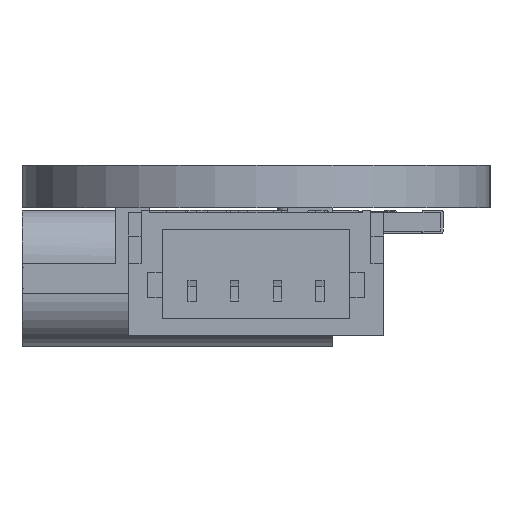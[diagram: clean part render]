
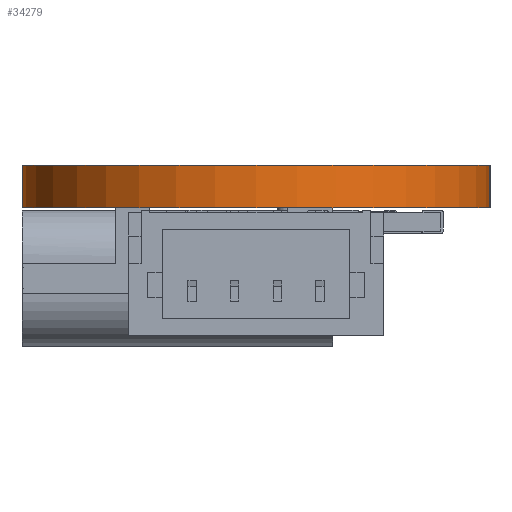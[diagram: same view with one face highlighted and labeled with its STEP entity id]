
A CAD part, left-side view. The second image highlights one B-rep face of the part: STEP entity #34279.
In plain terms, the highlighted cylindrical face has radius 5.5 mm (diameter 11 mm), a partial arc.
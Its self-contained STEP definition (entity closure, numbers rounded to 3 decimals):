
#34096 = PLANE('',#34097);
#34097 = AXIS2_PLACEMENT_3D('',#34098,#34099,#34100);
#34098 = CARTESIAN_POINT('',(13.,0.,0.));
#34099 = DIRECTION('',(0.,-1.,0.));
#34100 = DIRECTION('',(-1.,0.,0.));
#34121 = VERTEX_POINT('',#34122);
#34122 = CARTESIAN_POINT('',(-21.,0.,1.));
#34136 = PLANE('',#34137);
#34137 = AXIS2_PLACEMENT_3D('',#34138,#34139,#34140);
#34138 = CARTESIAN_POINT('',(-4.,-5.5,1.));
#34139 = DIRECTION('',(0.,0.,1.));
#34140 = DIRECTION('',(1.,0.,0.));
#34148 = EDGE_CURVE('',#34149,#34121,#34151,.T.);
#34149 = VERTEX_POINT('',#34150);
#34150 = CARTESIAN_POINT('',(-21.,0.,0.));
#34151 = SURFACE_CURVE('',#34152,(#34156,#34163),.PCURVE_S1.);
#34152 = LINE('',#34153,#34154);
#34153 = CARTESIAN_POINT('',(-21.,0.,0.));
#34154 = VECTOR('',#34155,1.);
#34155 = DIRECTION('',(0.,0.,1.));
#34156 = PCURVE('',#34096,#34157);
#34157 = DEFINITIONAL_REPRESENTATION('',(#34158),#34162);
#34158 = LINE('',#34159,#34160);
#34159 = CARTESIAN_POINT('',(34.,0.));
#34160 = VECTOR('',#34161,1.);
#34161 = DIRECTION('',(0.,-1.));
#34162 = ( GEOMETRIC_REPRESENTATION_CONTEXT(2) 
PARAMETRIC_REPRESENTATION_CONTEXT() REPRESENTATION_CONTEXT('2D SPACE',''
  ) );
#34163 = PCURVE('',#34164,#34169);
#34164 = CYLINDRICAL_SURFACE('',#34165,5.5);
#34165 = AXIS2_PLACEMENT_3D('',#34166,#34167,#34168);
#34166 = CARTESIAN_POINT('',(-21.,-5.5,0.));
#34167 = DIRECTION('',(0.,0.,-1.));
#34168 = DIRECTION('',(1.,0.,0.));
#34169 = DEFINITIONAL_REPRESENTATION('',(#34170),#34174);
#34170 = LINE('',#34171,#34172);
#34171 = CARTESIAN_POINT('',(-1.571,0.));
#34172 = VECTOR('',#34173,1.);
#34173 = DIRECTION('',(0.,-1.));
#34174 = ( GEOMETRIC_REPRESENTATION_CONTEXT(2) 
PARAMETRIC_REPRESENTATION_CONTEXT() REPRESENTATION_CONTEXT('2D SPACE',''
  ) );
#34190 = PLANE('',#34191);
#34191 = AXIS2_PLACEMENT_3D('',#34192,#34193,#34194);
#34192 = CARTESIAN_POINT('',(-4.,-5.5,0.));
#34193 = DIRECTION('',(0.,0.,1.));
#34194 = DIRECTION('',(1.,0.,0.));
#34223 = PLANE('',#34224);
#34224 = AXIS2_PLACEMENT_3D('',#34225,#34226,#34227);
#34225 = CARTESIAN_POINT('',(-21.,-11.,0.));
#34226 = DIRECTION('',(0.,1.,0.));
#34227 = DIRECTION('',(1.,0.,0.));
#34279 = ADVANCED_FACE('',(#34280),#34164,.T.);
#34280 = FACE_BOUND('',#34281,.F.);
#34281 = EDGE_LOOP('',(#34282,#34283,#34307,#34330));
#34282 = ORIENTED_EDGE('',*,*,#34148,.T.);
#34283 = ORIENTED_EDGE('',*,*,#34284,.T.);
#34284 = EDGE_CURVE('',#34121,#34285,#34287,.T.);
#34285 = VERTEX_POINT('',#34286);
#34286 = CARTESIAN_POINT('',(-21.,-11.,1.));
#34287 = SURFACE_CURVE('',#34288,(#34293,#34300),.PCURVE_S1.);
#34288 = CIRCLE('',#34289,5.5);
#34289 = AXIS2_PLACEMENT_3D('',#34290,#34291,#34292);
#34290 = CARTESIAN_POINT('',(-21.,-5.5,1.));
#34291 = DIRECTION('',(0.,0.,1.));
#34292 = DIRECTION('',(1.,0.,0.));
#34293 = PCURVE('',#34164,#34294);
#34294 = DEFINITIONAL_REPRESENTATION('',(#34295),#34299);
#34295 = LINE('',#34296,#34297);
#34296 = CARTESIAN_POINT('',(0.,-1.));
#34297 = VECTOR('',#34298,1.);
#34298 = DIRECTION('',(-1.,0.));
#34299 = ( GEOMETRIC_REPRESENTATION_CONTEXT(2) 
PARAMETRIC_REPRESENTATION_CONTEXT() REPRESENTATION_CONTEXT('2D SPACE',''
  ) );
#34300 = PCURVE('',#34136,#34301);
#34301 = DEFINITIONAL_REPRESENTATION('',(#34302),#34306);
#34302 = CIRCLE('',#34303,5.5);
#34303 = AXIS2_PLACEMENT_2D('',#34304,#34305);
#34304 = CARTESIAN_POINT('',(-17.,0.));
#34305 = DIRECTION('',(1.,0.));
#34306 = ( GEOMETRIC_REPRESENTATION_CONTEXT(2) 
PARAMETRIC_REPRESENTATION_CONTEXT() REPRESENTATION_CONTEXT('2D SPACE',''
  ) );
#34307 = ORIENTED_EDGE('',*,*,#34308,.F.);
#34308 = EDGE_CURVE('',#34309,#34285,#34311,.T.);
#34309 = VERTEX_POINT('',#34310);
#34310 = CARTESIAN_POINT('',(-21.,-11.,0.));
#34311 = SURFACE_CURVE('',#34312,(#34316,#34323),.PCURVE_S1.);
#34312 = LINE('',#34313,#34314);
#34313 = CARTESIAN_POINT('',(-21.,-11.,0.));
#34314 = VECTOR('',#34315,1.);
#34315 = DIRECTION('',(0.,0.,1.));
#34316 = PCURVE('',#34164,#34317);
#34317 = DEFINITIONAL_REPRESENTATION('',(#34318),#34322);
#34318 = LINE('',#34319,#34320);
#34319 = CARTESIAN_POINT('',(-4.712,0.));
#34320 = VECTOR('',#34321,1.);
#34321 = DIRECTION('',(0.,-1.));
#34322 = ( GEOMETRIC_REPRESENTATION_CONTEXT(2) 
PARAMETRIC_REPRESENTATION_CONTEXT() REPRESENTATION_CONTEXT('2D SPACE',''
  ) );
#34323 = PCURVE('',#34223,#34324);
#34324 = DEFINITIONAL_REPRESENTATION('',(#34325),#34329);
#34325 = LINE('',#34326,#34327);
#34326 = CARTESIAN_POINT('',(0.,0.));
#34327 = VECTOR('',#34328,1.);
#34328 = DIRECTION('',(0.,-1.));
#34329 = ( GEOMETRIC_REPRESENTATION_CONTEXT(2) 
PARAMETRIC_REPRESENTATION_CONTEXT() REPRESENTATION_CONTEXT('2D SPACE',''
  ) );
#34330 = ORIENTED_EDGE('',*,*,#34331,.F.);
#34331 = EDGE_CURVE('',#34149,#34309,#34332,.T.);
#34332 = SURFACE_CURVE('',#34333,(#34338,#34345),.PCURVE_S1.);
#34333 = CIRCLE('',#34334,5.5);
#34334 = AXIS2_PLACEMENT_3D('',#34335,#34336,#34337);
#34335 = CARTESIAN_POINT('',(-21.,-5.5,0.));
#34336 = DIRECTION('',(0.,0.,1.));
#34337 = DIRECTION('',(1.,0.,0.));
#34338 = PCURVE('',#34164,#34339);
#34339 = DEFINITIONAL_REPRESENTATION('',(#34340),#34344);
#34340 = LINE('',#34341,#34342);
#34341 = CARTESIAN_POINT('',(0.,0.));
#34342 = VECTOR('',#34343,1.);
#34343 = DIRECTION('',(-1.,0.));
#34344 = ( GEOMETRIC_REPRESENTATION_CONTEXT(2) 
PARAMETRIC_REPRESENTATION_CONTEXT() REPRESENTATION_CONTEXT('2D SPACE',''
  ) );
#34345 = PCURVE('',#34190,#34346);
#34346 = DEFINITIONAL_REPRESENTATION('',(#34347),#34351);
#34347 = CIRCLE('',#34348,5.5);
#34348 = AXIS2_PLACEMENT_2D('',#34349,#34350);
#34349 = CARTESIAN_POINT('',(-17.,0.));
#34350 = DIRECTION('',(1.,0.));
#34351 = ( GEOMETRIC_REPRESENTATION_CONTEXT(2) 
PARAMETRIC_REPRESENTATION_CONTEXT() REPRESENTATION_CONTEXT('2D SPACE',''
  ) );
